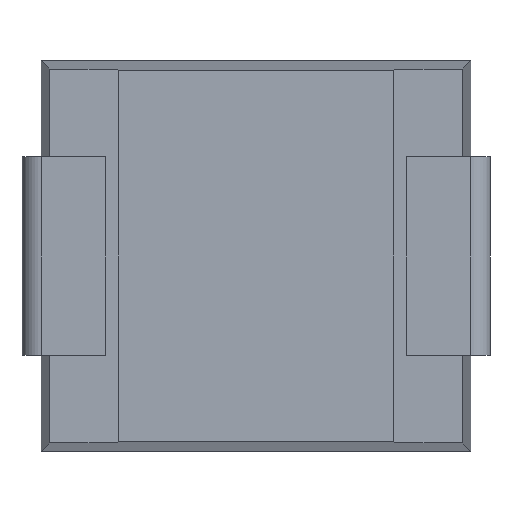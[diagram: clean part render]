
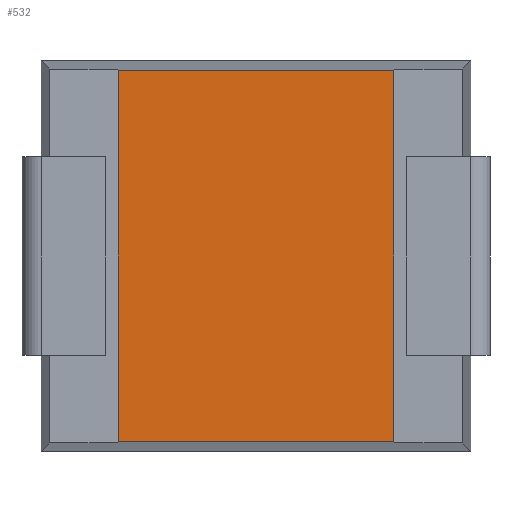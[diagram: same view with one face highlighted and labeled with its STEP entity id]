
A CAD part, front view. The second image highlights one B-rep face of the part: STEP entity #532.
In plain terms, the highlighted planar face has unit normal (0, -1, 0).
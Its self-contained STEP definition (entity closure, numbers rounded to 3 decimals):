
#32 = EDGE_LOOP ( 'NONE', ( #715, #578, #1084, #1640 ) ) ;
#89 = DIRECTION ( 'NONE',  ( 0., 1., 0. ) ) ;
#151 = AXIS2_PLACEMENT_3D ( 'NONE', #1113, #89, #682 ) ;
#198 = FACE_OUTER_BOUND ( 'NONE', #32, .T. ) ;
#214 = VERTEX_POINT ( 'NONE', #1873 ) ;
#487 = DIRECTION ( 'NONE',  ( 0., 0., -1. ) ) ;
#532 = ADVANCED_FACE ( 'NONE', ( #198 ), #1682, .F. ) ;
#533 = LINE ( 'NONE', #816, #1649 ) ;
#574 = EDGE_CURVE ( 'NONE', #1349, #1041, #533, .T. ) ;
#578 = ORIENTED_EDGE ( 'NONE', *, *, #574, .T. ) ;
#618 = DIRECTION ( 'NONE',  ( 1., 0., 0. ) ) ;
#682 = DIRECTION ( 'NONE',  ( 0., 0., 1. ) ) ;
#690 = EDGE_CURVE ( 'NONE', #1136, #214, #1389, .T. ) ;
#715 = ORIENTED_EDGE ( 'NONE', *, *, #1470, .T. ) ;
#816 = CARTESIAN_POINT ( 'NONE',  ( 2.15, 0., 0. ) ) ;
#990 = CARTESIAN_POINT ( 'NONE',  ( -2.15, 0., 2.886 ) ) ;
#1021 = VECTOR ( 'NONE', #487, 1000. ) ;
#1023 = CARTESIAN_POINT ( 'NONE',  ( -3.35, 0., -2.886 ) ) ;
#1041 = VERTEX_POINT ( 'NONE', #1302 ) ;
#1050 = LINE ( 'NONE', #1023, #1464 ) ;
#1051 = CARTESIAN_POINT ( 'NONE',  ( -3.35, 0., 2.886 ) ) ;
#1056 = CARTESIAN_POINT ( 'NONE',  ( -2.15, 0., 0. ) ) ;
#1084 = ORIENTED_EDGE ( 'NONE', *, *, #1499, .T. ) ;
#1113 = CARTESIAN_POINT ( 'NONE',  ( 0., 0., 0. ) ) ;
#1136 = VERTEX_POINT ( 'NONE', #990 ) ;
#1251 = DIRECTION ( 'NONE',  ( 0., 0., 1. ) ) ;
#1258 = VECTOR ( 'NONE', #1450, 1000. ) ;
#1302 = CARTESIAN_POINT ( 'NONE',  ( 2.15, 0., 2.886 ) ) ;
#1349 = VERTEX_POINT ( 'NONE', #1752 ) ;
#1389 = LINE ( 'NONE', #1056, #1021 ) ;
#1450 = DIRECTION ( 'NONE',  ( -1., 0., 0. ) ) ;
#1464 = VECTOR ( 'NONE', #618, 1000. ) ;
#1470 = EDGE_CURVE ( 'NONE', #214, #1349, #1050, .T. ) ;
#1499 = EDGE_CURVE ( 'NONE', #1041, #1136, #1772, .T. ) ;
#1640 = ORIENTED_EDGE ( 'NONE', *, *, #690, .T. ) ;
#1649 = VECTOR ( 'NONE', #1251, 1000. ) ;
#1682 = PLANE ( 'NONE',  #151 ) ;
#1752 = CARTESIAN_POINT ( 'NONE',  ( 2.15, 0., -2.886 ) ) ;
#1772 = LINE ( 'NONE', #1051, #1258 ) ;
#1873 = CARTESIAN_POINT ( 'NONE',  ( -2.15, 0., -2.886 ) ) ;
